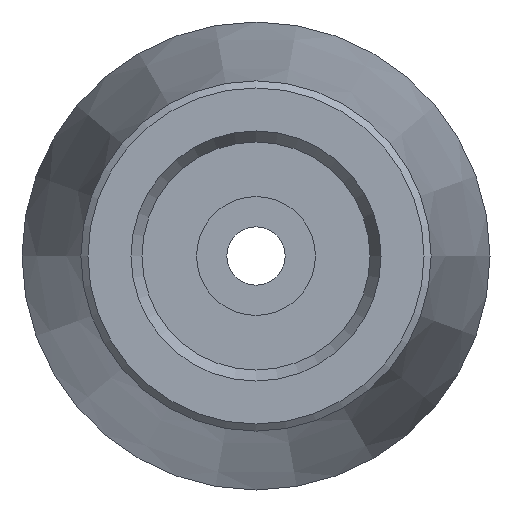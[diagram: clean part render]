
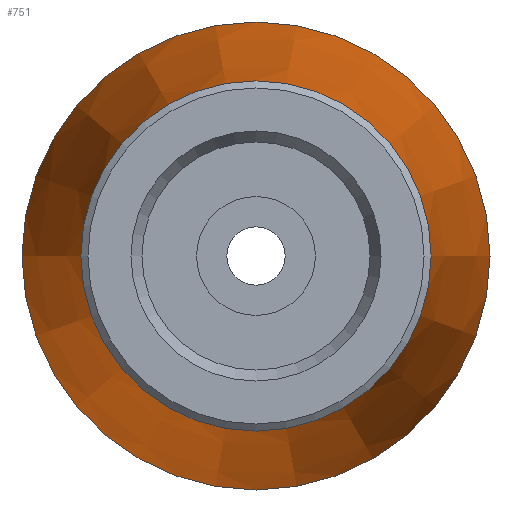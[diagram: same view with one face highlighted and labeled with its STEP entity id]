
A CAD part, left-side view. The second image highlights one B-rep face of the part: STEP entity #751.
In plain terms, the highlighted conical face has half-angle 8 degrees and reference radius 14.167 mm.
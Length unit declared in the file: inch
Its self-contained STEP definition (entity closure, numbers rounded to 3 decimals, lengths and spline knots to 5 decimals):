
#108=LINE('',#1294,#144);
#144=VECTOR('',#1020,0.55775);
#177=CONICAL_SURFACE('',#852,0.55775,0.14);
#202=FACE_OUTER_BOUND('',#262,.T.);
#262=EDGE_LOOP('',(#585,#586,#587,#588));
#337=CIRCLE('',#851,0.638);
#338=CIRCLE('',#853,0.4775);
#398=VERTEX_POINT('',#1289);
#399=VERTEX_POINT('',#1293);
#466=EDGE_CURVE('',#398,#398,#337,.T.);
#468=EDGE_CURVE('',#398,#399,#108,.T.);
#469=EDGE_CURVE('',#399,#399,#338,.T.);
#585=ORIENTED_EDGE('',*,*,#466,.F.);
#586=ORIENTED_EDGE('',*,*,#468,.T.);
#587=ORIENTED_EDGE('',*,*,#469,.T.);
#588=ORIENTED_EDGE('',*,*,#468,.F.);
#751=ADVANCED_FACE('',(#202),#177,.T.);
#851=AXIS2_PLACEMENT_3D('',#1290,#1015,#1016);
#852=AXIS2_PLACEMENT_3D('',#1292,#1018,#1019);
#853=AXIS2_PLACEMENT_3D('',#1295,#1021,#1022);
#1015=DIRECTION('center_axis',(1.,0.,0.));
#1016=DIRECTION('ref_axis',(0.,0.,-1.));
#1018=DIRECTION('center_axis',(1.,0.,0.));
#1019=DIRECTION('ref_axis',(0.,1.,0.));
#1020=DIRECTION('',(-0.99,0.139,0.));
#1021=DIRECTION('center_axis',(1.,0.,0.));
#1022=DIRECTION('ref_axis',(0.,0.,-1.));
#1289=CARTESIAN_POINT('',(1.15885,-0.638,0.));
#1290=CARTESIAN_POINT('Origin',(1.15885,0.,0.));
#1292=CARTESIAN_POINT('Origin',(0.58784,0.,0.));
#1293=CARTESIAN_POINT('',(0.01683,-0.4775,0.));
#1294=CARTESIAN_POINT('',(0.58784,-0.55775,0.));
#1295=CARTESIAN_POINT('Origin',(0.01683,0.,0.));
